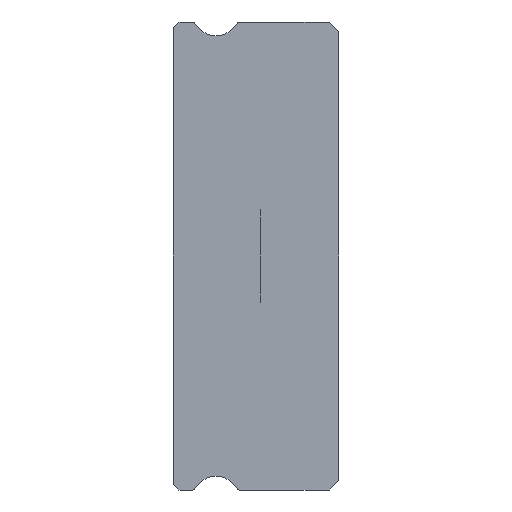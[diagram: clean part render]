
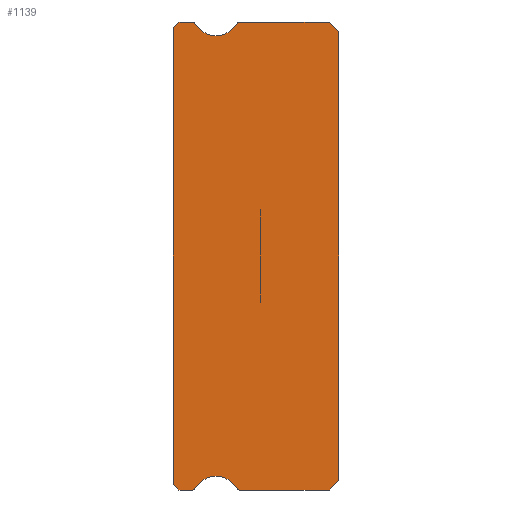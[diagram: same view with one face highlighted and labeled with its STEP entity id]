
A CAD part, left-side view. The second image highlights one B-rep face of the part: STEP entity #1139.
In plain terms, the highlighted planar face has unit normal (-1, 0, 0).
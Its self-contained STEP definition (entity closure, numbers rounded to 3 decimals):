
#74 = CARTESIAN_POINT ( 'NONE',  ( -5., 5.088, -11.85 ) ) ;
#89 = DIRECTION ( 'NONE',  ( 0., -0.707, -0.707 ) ) ;
#91 = CARTESIAN_POINT ( 'NONE',  ( -5., 7.512, -12. ) ) ;
#95 = ORIENTED_EDGE ( 'NONE', *, *, #1209, .F. ) ;
#114 = EDGE_CURVE ( 'NONE', #1405, #2134, #595, .T. ) ;
#117 = LINE ( 'NONE', #897, #1636 ) ;
#148 = FACE_OUTER_BOUND ( 'NONE', #778, .T. ) ;
#158 = DIRECTION ( 'NONE',  ( 0., 0., -1. ) ) ;
#175 = VERTEX_POINT ( 'NONE', #798 ) ;
#177 = AXIS2_PLACEMENT_3D ( 'NONE', #1243, #2021, #1613 ) ;
#238 = DIRECTION ( 'NONE',  ( 0., 0., -1. ) ) ;
#247 = CARTESIAN_POINT ( 'NONE',  ( -5., 7.512, 12. ) ) ;
#342 = ORIENTED_EDGE ( 'NONE', *, *, #1719, .T. ) ;
#352 = ORIENTED_EDGE ( 'NONE', *, *, #1382, .F. ) ;
#354 = CIRCLE ( 'NONE', #1770, 0.15 ) ;
#358 = AXIS2_PLACEMENT_3D ( 'NONE', #2497, #690, #158 ) ;
#389 = DIRECTION ( 'NONE',  ( 0., 0.707, -0.707 ) ) ;
#404 = EDGE_CURVE ( 'NONE', #175, #997, #775, .T. ) ;
#429 = VERTEX_POINT ( 'NONE', #737 ) ;
#443 = LINE ( 'NONE', #680, #1980 ) ;
#466 = DIRECTION ( 'NONE',  ( 1., 0., 0. ) ) ;
#497 = EDGE_CURVE ( 'NONE', #1517, #1552, #1960, .T. ) ;
#567 = ORIENTED_EDGE ( 'NONE', *, *, #1308, .F. ) ;
#595 = LINE ( 'NONE', #247, #2466 ) ;
#602 = CARTESIAN_POINT ( 'NONE',  ( -5., 8.5, 11.7 ) ) ;
#606 = VECTOR ( 'NONE', #2368, 1000. ) ;
#614 = CARTESIAN_POINT ( 'NONE',  ( -5., 8.2, -12. ) ) ;
#650 = DIRECTION ( 'NONE',  ( -1., 0., 0. ) ) ;
#667 = CIRCLE ( 'NONE', #358, 1.25 ) ;
#680 = CARTESIAN_POINT ( 'NONE',  ( -5., 8.2, -12. ) ) ;
#690 = DIRECTION ( 'NONE',  ( -1., 0., 0. ) ) ;
#705 = VERTEX_POINT ( 'NONE', #1307 ) ;
#726 = DIRECTION ( 'NONE',  ( 1., 0., 0. ) ) ;
#737 = CARTESIAN_POINT ( 'NONE',  ( -5., 5.088, -12. ) ) ;
#747 = EDGE_CURVE ( 'NONE', #997, #429, #1662, .T. ) ;
#760 = VERTEX_POINT ( 'NONE', #880 ) ;
#761 = LINE ( 'NONE', #983, #993 ) ;
#775 = LINE ( 'NONE', #2288, #864 ) ;
#778 = EDGE_LOOP ( 'NONE', ( #1611, #810, #2353, #2333, #352, #1458, #1704, #1788, #1387, #95, #2512, #1922, #567, #2195, #1588, #342, #1539 ) ) ;
#797 = LINE ( 'NONE', #2332, #606 ) ;
#798 = CARTESIAN_POINT ( 'NONE',  ( -5., 0., -11.5 ) ) ;
#800 = VERTEX_POINT ( 'NONE', #2138 ) ;
#807 = CARTESIAN_POINT ( 'NONE',  ( -5., 0.5, 12. ) ) ;
#809 = CARTESIAN_POINT ( 'NONE',  ( -5., 7.512, 11.85 ) ) ;
#810 = ORIENTED_EDGE ( 'NONE', *, *, #1278, .T. ) ;
#813 = DIRECTION ( 'NONE',  ( 0., -1., 0. ) ) ;
#828 = VECTOR ( 'NONE', #89, 1000. ) ;
#837 = DIRECTION ( 'NONE',  ( 0., 1., 0. ) ) ;
#857 = AXIS2_PLACEMENT_3D ( 'NONE', #1639, #1255, #2049 ) ;
#864 = VECTOR ( 'NONE', #389, 1000. ) ;
#880 = CARTESIAN_POINT ( 'NONE',  ( -5., 5.217, -11.925 ) ) ;
#885 = EDGE_CURVE ( 'NONE', #2078, #1129, #354, .T. ) ;
#897 = CARTESIAN_POINT ( 'NONE',  ( -5., 8.5, 11.85 ) ) ;
#898 = CARTESIAN_POINT ( 'NONE',  ( -5., 5.088, 12. ) ) ;
#954 = CIRCLE ( 'NONE', #2391, 1.25 ) ;
#983 = CARTESIAN_POINT ( 'NONE',  ( -5., 0., 11.5 ) ) ;
#993 = VECTOR ( 'NONE', #996, 1000. ) ;
#996 = DIRECTION ( 'NONE',  ( 0., 0., 1. ) ) ;
#997 = VERTEX_POINT ( 'NONE', #2086 ) ;
#1053 = CARTESIAN_POINT ( 'NONE',  ( -5., 0.5, 12. ) ) ;
#1065 = VERTEX_POINT ( 'NONE', #1652 ) ;
#1081 = DIRECTION ( 'NONE',  ( 0., 0., 1. ) ) ;
#1129 = VERTEX_POINT ( 'NONE', #2132 ) ;
#1139 = ADVANCED_FACE ( 'NONE', ( #148 ), #1356, .F. ) ;
#1147 = VERTEX_POINT ( 'NONE', #614 ) ;
#1151 = EDGE_CURVE ( 'NONE', #800, #1405, #2475, .T. ) ;
#1209 = EDGE_CURVE ( 'NONE', #2134, #1423, #2233, .T. ) ;
#1243 = CARTESIAN_POINT ( 'NONE',  ( -5., 7.512, -11.85 ) ) ;
#1244 = DIRECTION ( 'NONE',  ( 0., -0.707, -0.707 ) ) ;
#1255 = DIRECTION ( 'NONE',  ( -1., 0., 0. ) ) ;
#1267 = CARTESIAN_POINT ( 'NONE',  ( -5., 6.3, 11.3 ) ) ;
#1278 = EDGE_CURVE ( 'NONE', #705, #1147, #443, .T. ) ;
#1289 = AXIS2_PLACEMENT_3D ( 'NONE', #74, #466, #2210 ) ;
#1307 = CARTESIAN_POINT ( 'NONE',  ( -5., 8.5, -11.7 ) ) ;
#1308 = EDGE_CURVE ( 'NONE', #1745, #800, #954, .T. ) ;
#1312 = CARTESIAN_POINT ( 'NONE',  ( -5., 0., 11.5 ) ) ;
#1352 = CARTESIAN_POINT ( 'NONE',  ( -5., 8.5, 11.7 ) ) ;
#1356 = PLANE ( 'NONE',  #2150 ) ;
#1382 = EDGE_CURVE ( 'NONE', #760, #1065, #667, .T. ) ;
#1387 = ORIENTED_EDGE ( 'NONE', *, *, #1510, .T. ) ;
#1393 = VECTOR ( 'NONE', #2157, 1000. ) ;
#1405 = VERTEX_POINT ( 'NONE', #898 ) ;
#1423 = VERTEX_POINT ( 'NONE', #1312 ) ;
#1452 = DIRECTION ( 'NONE',  ( 0., 0., -1. ) ) ;
#1458 = ORIENTED_EDGE ( 'NONE', *, *, #1674, .F. ) ;
#1510 = EDGE_CURVE ( 'NONE', #175, #1423, #761, .T. ) ;
#1511 = DIRECTION ( 'NONE',  ( 0., 1., 0. ) ) ;
#1517 = VERTEX_POINT ( 'NONE', #1779 ) ;
#1539 = ORIENTED_EDGE ( 'NONE', *, *, #497, .T. ) ;
#1552 = VERTEX_POINT ( 'NONE', #1352 ) ;
#1588 = ORIENTED_EDGE ( 'NONE', *, *, #885, .F. ) ;
#1608 = CIRCLE ( 'NONE', #1289, 0.15 ) ;
#1611 = ORIENTED_EDGE ( 'NONE', *, *, #2056, .F. ) ;
#1613 = DIRECTION ( 'NONE',  ( 0., 0., -1. ) ) ;
#1636 = VECTOR ( 'NONE', #1081, 1000. ) ;
#1639 = CARTESIAN_POINT ( 'NONE',  ( -5., 6.3, 12.55 ) ) ;
#1652 = CARTESIAN_POINT ( 'NONE',  ( -5., 7.383, -11.925 ) ) ;
#1662 = LINE ( 'NONE', #91, #1732 ) ;
#1674 = EDGE_CURVE ( 'NONE', #429, #760, #1608, .T. ) ;
#1694 = LINE ( 'NONE', #2077, #2398 ) ;
#1704 = ORIENTED_EDGE ( 'NONE', *, *, #747, .F. ) ;
#1719 = EDGE_CURVE ( 'NONE', #2078, #1517, #1694, .T. ) ;
#1732 = VECTOR ( 'NONE', #837, 1000. ) ;
#1743 = CARTESIAN_POINT ( 'NONE',  ( -5., 5.088, 11.85 ) ) ;
#1745 = VERTEX_POINT ( 'NONE', #1267 ) ;
#1770 = AXIS2_PLACEMENT_3D ( 'NONE', #2402, #2196, #238 ) ;
#1779 = CARTESIAN_POINT ( 'NONE',  ( -5., 8.2, 12. ) ) ;
#1788 = ORIENTED_EDGE ( 'NONE', *, *, #404, .F. ) ;
#1864 = CARTESIAN_POINT ( 'NONE',  ( -5., 7.512, -12. ) ) ;
#1884 = CIRCLE ( 'NONE', #857, 1.25 ) ;
#1887 = CARTESIAN_POINT ( 'NONE',  ( -5., 7.512, 12. ) ) ;
#1910 = DIRECTION ( 'NONE',  ( 0., 0., -1. ) ) ;
#1922 = ORIENTED_EDGE ( 'NONE', *, *, #1151, .F. ) ;
#1960 = LINE ( 'NONE', #602, #1393 ) ;
#1980 = VECTOR ( 'NONE', #1244, 1000. ) ;
#2021 = DIRECTION ( 'NONE',  ( 1., 0., 0. ) ) ;
#2049 = DIRECTION ( 'NONE',  ( 0., 0., -1. ) ) ;
#2056 = EDGE_CURVE ( 'NONE', #705, #1552, #117, .T. ) ;
#2057 = VERTEX_POINT ( 'NONE', #1864 ) ;
#2077 = CARTESIAN_POINT ( 'NONE',  ( -5., 8.2, 12. ) ) ;
#2078 = VERTEX_POINT ( 'NONE', #1887 ) ;
#2086 = CARTESIAN_POINT ( 'NONE',  ( -5., 0.5, -12. ) ) ;
#2132 = CARTESIAN_POINT ( 'NONE',  ( -5., 7.383, 11.925 ) ) ;
#2134 = VERTEX_POINT ( 'NONE', #807 ) ;
#2138 = CARTESIAN_POINT ( 'NONE',  ( -5., 5.217, 11.925 ) ) ;
#2150 = AXIS2_PLACEMENT_3D ( 'NONE', #809, #2487, #2315 ) ;
#2157 = DIRECTION ( 'NONE',  ( 0., 0.707, -0.707 ) ) ;
#2188 = CARTESIAN_POINT ( 'NONE',  ( -5., 6.3, 12.55 ) ) ;
#2195 = ORIENTED_EDGE ( 'NONE', *, *, #2305, .F. ) ;
#2196 = DIRECTION ( 'NONE',  ( 1., 0., 0. ) ) ;
#2210 = DIRECTION ( 'NONE',  ( 0., 0., -1. ) ) ;
#2233 = LINE ( 'NONE', #1053, #828 ) ;
#2243 = EDGE_CURVE ( 'NONE', #1065, #2057, #2379, .T. ) ;
#2288 = CARTESIAN_POINT ( 'NONE',  ( -5., 0., -11.5 ) ) ;
#2305 = EDGE_CURVE ( 'NONE', #1129, #1745, #1884, .T. ) ;
#2315 = DIRECTION ( 'NONE',  ( 0., 0., -1. ) ) ;
#2318 = AXIS2_PLACEMENT_3D ( 'NONE', #1743, #726, #1910 ) ;
#2332 = CARTESIAN_POINT ( 'NONE',  ( -5., 7.512, -12. ) ) ;
#2333 = ORIENTED_EDGE ( 'NONE', *, *, #2243, .F. ) ;
#2353 = ORIENTED_EDGE ( 'NONE', *, *, #2444, .T. ) ;
#2368 = DIRECTION ( 'NONE',  ( 0., -1., 0. ) ) ;
#2379 = CIRCLE ( 'NONE', #177, 0.15 ) ;
#2391 = AXIS2_PLACEMENT_3D ( 'NONE', #2188, #650, #1452 ) ;
#2398 = VECTOR ( 'NONE', #1511, 1000. ) ;
#2402 = CARTESIAN_POINT ( 'NONE',  ( -5., 7.512, 11.85 ) ) ;
#2444 = EDGE_CURVE ( 'NONE', #1147, #2057, #797, .T. ) ;
#2466 = VECTOR ( 'NONE', #813, 1000. ) ;
#2475 = CIRCLE ( 'NONE', #2318, 0.15 ) ;
#2487 = DIRECTION ( 'NONE',  ( 1., 0., 0. ) ) ;
#2497 = CARTESIAN_POINT ( 'NONE',  ( -5., 6.3, -12.55 ) ) ;
#2512 = ORIENTED_EDGE ( 'NONE', *, *, #114, .F. ) ;
